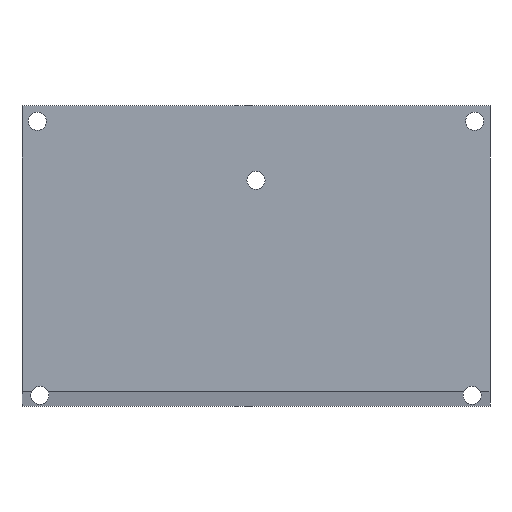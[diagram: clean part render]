
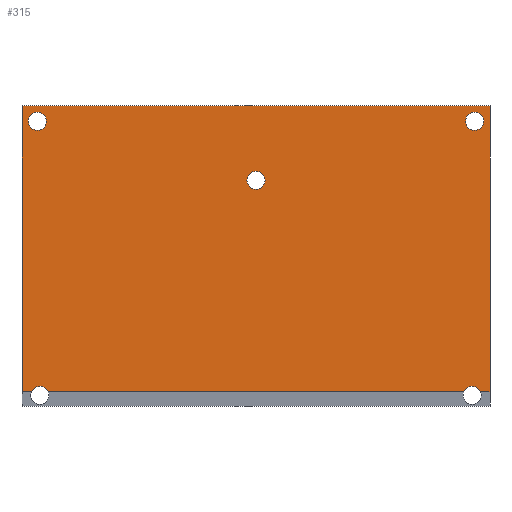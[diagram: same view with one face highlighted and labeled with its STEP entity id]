
A CAD part, left-side view. The second image highlights one B-rep face of the part: STEP entity #315.
In plain terms, the highlighted planar face has unit normal (-1, 0, 0).
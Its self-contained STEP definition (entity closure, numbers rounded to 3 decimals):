
#23=FACE_BOUND('',#73,.T.);
#24=FACE_BOUND('',#74,.T.);
#25=FACE_BOUND('',#75,.T.);
#31=CIRCLE('',#351,3.1);
#32=CIRCLE('',#353,3.1);
#33=CIRCLE('',#355,3.1);
#34=CIRCLE('',#357,3.1);
#35=CIRCLE('',#359,3.1);
#56=FACE_OUTER_BOUND('',#72,.T.);
#72=EDGE_LOOP('',(#284,#285,#286,#287,#288,#289,#290,#291));
#73=EDGE_LOOP('',(#292));
#74=EDGE_LOOP('',(#293));
#75=EDGE_LOOP('',(#294));
#80=LINE('',#464,#107);
#90=LINE('',#492,#117);
#93=LINE('',#498,#120);
#94=LINE('',#504,#121);
#95=LINE('',#509,#122);
#97=LINE('',#512,#124);
#107=VECTOR('',#369,10.);
#117=VECTOR('',#393,10.);
#120=VECTOR('',#398,10.);
#121=VECTOR('',#403,10.);
#122=VECTOR('',#408,10.);
#124=VECTOR('',#412,10.);
#134=VERTEX_POINT('',#461);
#135=VERTEX_POINT('',#463);
#145=VERTEX_POINT('',#489);
#146=VERTEX_POINT('',#491);
#148=VERTEX_POINT('',#497);
#150=VERTEX_POINT('',#501);
#151=VERTEX_POINT('',#503);
#153=VERTEX_POINT('',#507);
#157=VERTEX_POINT('',#529);
#158=VERTEX_POINT('',#533);
#159=VERTEX_POINT('',#537);
#164=EDGE_CURVE('',#134,#135,#80,.T.);
#178=EDGE_CURVE('',#146,#145,#90,.T.);
#181=EDGE_CURVE('',#135,#148,#93,.T.);
#184=EDGE_CURVE('',#150,#151,#94,.T.);
#187=EDGE_CURVE('',#153,#145,#95,.T.);
#189=EDGE_CURVE('',#146,#134,#97,.T.);
#196=EDGE_CURVE('',#153,#151,#31,.T.);
#198=EDGE_CURVE('',#148,#150,#32,.T.);
#200=EDGE_CURVE('',#157,#157,#33,.T.);
#202=EDGE_CURVE('',#158,#158,#34,.T.);
#204=EDGE_CURVE('',#159,#159,#35,.T.);
#284=ORIENTED_EDGE('',*,*,#189,.F.);
#285=ORIENTED_EDGE('',*,*,#178,.T.);
#286=ORIENTED_EDGE('',*,*,#187,.F.);
#287=ORIENTED_EDGE('',*,*,#196,.T.);
#288=ORIENTED_EDGE('',*,*,#184,.F.);
#289=ORIENTED_EDGE('',*,*,#198,.F.);
#290=ORIENTED_EDGE('',*,*,#181,.F.);
#291=ORIENTED_EDGE('',*,*,#164,.F.);
#292=ORIENTED_EDGE('',*,*,#204,.F.);
#293=ORIENTED_EDGE('',*,*,#200,.T.);
#294=ORIENTED_EDGE('',*,*,#202,.F.);
#302=PLANE('',#360);
#315=ADVANCED_FACE('',(#56,#23,#24,#25),#302,.F.);
#351=AXIS2_PLACEMENT_3D('',#524,#428,#429);
#353=AXIS2_PLACEMENT_3D('',#527,#433,#434);
#355=AXIS2_PLACEMENT_3D('',#531,#438,#439);
#357=AXIS2_PLACEMENT_3D('',#535,#443,#444);
#359=AXIS2_PLACEMENT_3D('',#539,#448,#449);
#360=AXIS2_PLACEMENT_3D('',#540,#450,#451);
#369=DIRECTION('',(0.,0.,-1.));
#393=DIRECTION('',(0.,0.,-1.));
#398=DIRECTION('',(0.,1.,0.));
#403=DIRECTION('',(0.,1.,0.));
#408=DIRECTION('',(0.,1.,0.));
#412=DIRECTION('',(0.,-1.,0.));
#428=DIRECTION('center_axis',(1.,0.,0.));
#429=DIRECTION('ref_axis',(0.,-1.,0.));
#433=DIRECTION('center_axis',(-1.,0.,0.));
#434=DIRECTION('ref_axis',(0.,1.,0.));
#438=DIRECTION('center_axis',(1.,0.,0.));
#439=DIRECTION('ref_axis',(0.,-1.,0.));
#443=DIRECTION('center_axis',(-1.,0.,0.));
#444=DIRECTION('ref_axis',(0.,1.,0.));
#448=DIRECTION('center_axis',(-1.,0.,0.));
#449=DIRECTION('ref_axis',(0.,-1.,0.));
#450=DIRECTION('center_axis',(1.,0.,0.));
#451=DIRECTION('ref_axis',(0.,1.,0.));
#461=CARTESIAN_POINT('',(0.,-260.,102.8));
#463=CARTESIAN_POINT('',(0.,-260.,4.9));
#464=CARTESIAN_POINT('',(0.,-260.,102.8));
#489=CARTESIAN_POINT('',(0.,-99.6,4.9));
#491=CARTESIAN_POINT('',(0.,-99.6,102.8));
#492=CARTESIAN_POINT('',(0.,-99.6,102.8));
#497=CARTESIAN_POINT('',(0.,-256.714,4.9));
#498=CARTESIAN_POINT('',(0.,-199.85,4.9));
#501=CARTESIAN_POINT('',(0.,-251.086,4.9));
#503=CARTESIAN_POINT('',(0.,-108.514,4.9));
#504=CARTESIAN_POINT('',(0.,-199.85,4.9));
#507=CARTESIAN_POINT('',(0.,-102.886,4.9));
#509=CARTESIAN_POINT('',(0.,-199.85,4.9));
#512=CARTESIAN_POINT('',(0.,-99.6,102.8));
#524=CARTESIAN_POINT('Origin',(0.,-105.7,3.6));
#527=CARTESIAN_POINT('Origin',(0.,-253.9,3.6));
#529=CARTESIAN_POINT('',(0.,-101.8,97.5));
#531=CARTESIAN_POINT('Origin',(0.,-104.9,97.5));
#533=CARTESIAN_POINT('',(0.,-257.8,97.5));
#535=CARTESIAN_POINT('Origin',(0.,-254.7,97.5));
#537=CARTESIAN_POINT('',(0.,-182.9,77.3));
#539=CARTESIAN_POINT('Origin',(0.,-179.8,77.3));
#540=CARTESIAN_POINT('Origin',(0.,-219.9,51.4));
